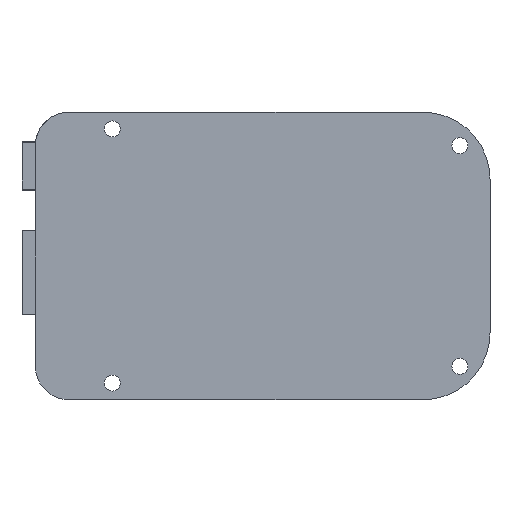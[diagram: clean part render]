
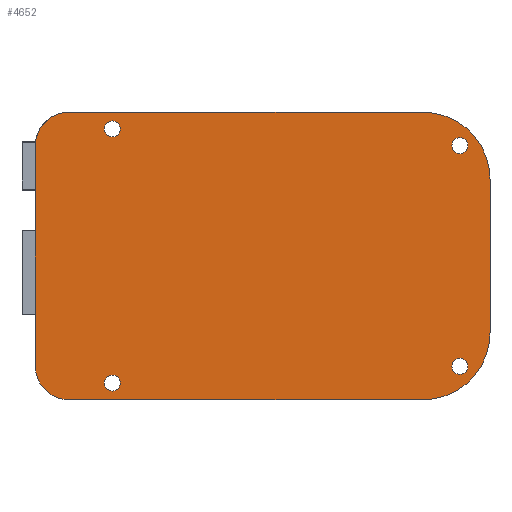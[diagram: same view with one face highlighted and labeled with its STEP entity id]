
A CAD part, front view. The second image highlights one B-rep face of the part: STEP entity #4652.
In plain terms, the highlighted planar face has unit normal (0, -1, 0).
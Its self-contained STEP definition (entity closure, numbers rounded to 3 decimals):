
#227 = CARTESIAN_POINT ( 'NONE',  ( -12.7, 0., 0. ) ) ;
#244 = ORIENTED_EDGE ( 'NONE', *, *, #21792, .T. ) ;
#591 = AXIS2_PLACEMENT_3D ( 'NONE', #18413, #7535, #20244 ) ;
#698 = ORIENTED_EDGE ( 'NONE', *, *, #5218, .T. ) ;
#747 = DIRECTION ( 'NONE',  ( 0., 1., 0. ) ) ;
#837 = CARTESIAN_POINT ( 'NONE',  ( -86.36, 0., -6.35 ) ) ;
#954 = CARTESIAN_POINT ( 'NONE',  ( -12.7, 0., 0. ) ) ;
#992 = ORIENTED_EDGE ( 'NONE', *, *, #10023, .F. ) ;
#999 = DIRECTION ( 'NONE',  ( 0., 0., 1. ) ) ;
#1274 = DIRECTION ( 'NONE',  ( 0., 0., -1. ) ) ;
#1376 = AXIS2_PLACEMENT_3D ( 'NONE', #21553, #10706, #23402 ) ;
#1543 = FACE_BOUND ( 'NONE', #21388, .T. ) ;
#1714 = CARTESIAN_POINT ( 'NONE',  ( 0., 0., -41.91 ) ) ;
#1748 = VERTEX_POINT ( 'NONE', #1714 ) ;
#1872 = CARTESIAN_POINT ( 'NONE',  ( -5.715, 0., -49.784 ) ) ;
#1899 = VECTOR ( 'NONE', #22031, 1000. ) ;
#2343 = EDGE_CURVE ( 'NONE', #17939, #1748, #5375, .T. ) ;
#2460 = LINE ( 'NONE', #227, #1899 ) ;
#2634 = VERTEX_POINT ( 'NONE', #9073 ) ;
#2956 = VECTOR ( 'NONE', #22579, 1000. ) ;
#3369 = PLANE ( 'NONE',  #7734 ) ;
#3806 = CIRCLE ( 'NONE', #9869, 1.524 ) ;
#3867 = EDGE_CURVE ( 'NONE', #15373, #19991, #13822, .T. ) ;
#3947 = CARTESIAN_POINT ( 'NONE',  ( -80.01, 0., -6.35 ) ) ;
#4058 = CIRCLE ( 'NONE', #1376, 1.524 ) ;
#4168 = DIRECTION ( 'NONE',  ( 0., 0., 1. ) ) ;
#4252 = EDGE_CURVE ( 'NONE', #4477, #20329, #13803, .T. ) ;
#4318 = CIRCLE ( 'NONE', #11784, 1.524 ) ;
#4477 = VERTEX_POINT ( 'NONE', #15887 ) ;
#4490 = DIRECTION ( 'NONE',  ( 0., 1., 0. ) ) ;
#4529 = AXIS2_PLACEMENT_3D ( 'NONE', #6956, #19676, #8787 ) ;
#4652 = ADVANCED_FACE ( 'NONE', ( #6414, #1543, #11264, #16082, #20365 ), #3369, .T. ) ;
#5218 = EDGE_CURVE ( 'NONE', #20159, #19231, #15192, .T. ) ;
#5362 = ORIENTED_EDGE ( 'NONE', *, *, #3867, .T. ) ;
#5375 = LINE ( 'NONE', #19869, #18771 ) ;
#5711 = CARTESIAN_POINT ( 'NONE',  ( -80.01, 0., 0. ) ) ;
#5755 = CIRCLE ( 'NONE', #13059, 6.35 ) ;
#5813 = DIRECTION ( 'NONE',  ( 0., 0., 1. ) ) ;
#5848 = EDGE_LOOP ( 'NONE', ( #5362, #12820 ) ) ;
#5945 = VERTEX_POINT ( 'NONE', #954 ) ;
#6030 = CIRCLE ( 'NONE', #12615, 12.7 ) ;
#6414 = FACE_BOUND ( 'NONE', #8977, .T. ) ;
#6815 = AXIS2_PLACEMENT_3D ( 'NONE', #23078, #12183, #1274 ) ;
#6956 = CARTESIAN_POINT ( 'NONE',  ( -71.755, 0., -3.175 ) ) ;
#6995 = ORIENTED_EDGE ( 'NONE', *, *, #8257, .F. ) ;
#7535 = DIRECTION ( 'NONE',  ( 0., 1., 0. ) ) ;
#7734 = AXIS2_PLACEMENT_3D ( 'NONE', #10743, #23439, #12522 ) ;
#7763 = EDGE_LOOP ( 'NONE', ( #18968, #244 ) ) ;
#7822 = CARTESIAN_POINT ( 'NONE',  ( -5.715, 0., -6.35 ) ) ;
#8002 = ORIENTED_EDGE ( 'NONE', *, *, #15937, .F. ) ;
#8028 = ORIENTED_EDGE ( 'NONE', *, *, #20355, .F. ) ;
#8169 = CIRCLE ( 'NONE', #16339, 1.524 ) ;
#8257 = EDGE_CURVE ( 'NONE', #12492, #10803, #13259, .T. ) ;
#8344 = CARTESIAN_POINT ( 'NONE',  ( -86.36, 0., -48.26 ) ) ;
#8478 = VERTEX_POINT ( 'NONE', #17589 ) ;
#8787 = DIRECTION ( 'NONE',  ( 0., 0., -1. ) ) ;
#8976 = DIRECTION ( 'NONE',  ( 0., 0., -1. ) ) ;
#8977 = EDGE_LOOP ( 'NONE', ( #20775, #10304 ) ) ;
#9073 = CARTESIAN_POINT ( 'NONE',  ( -71.755, 0., -49.911 ) ) ;
#9652 = DIRECTION ( 'NONE',  ( 0., 0., -1. ) ) ;
#9869 = AXIS2_PLACEMENT_3D ( 'NONE', #20763, #9889, #22589 ) ;
#9889 = DIRECTION ( 'NONE',  ( 0., 1., 0. ) ) ;
#9991 = ORIENTED_EDGE ( 'NONE', *, *, #2343, .F. ) ;
#10023 = EDGE_CURVE ( 'NONE', #1748, #4477, #21406, .T. ) ;
#10304 = ORIENTED_EDGE ( 'NONE', *, *, #19671, .T. ) ;
#10373 = EDGE_CURVE ( 'NONE', #10803, #12314, #5755, .T. ) ;
#10387 = CARTESIAN_POINT ( 'NONE',  ( -5.715, 0., -4.826 ) ) ;
#10471 = CIRCLE ( 'NONE', #4529, 1.524 ) ;
#10544 = EDGE_CURVE ( 'NONE', #5945, #17939, #6030, .T. ) ;
#10548 = CARTESIAN_POINT ( 'NONE',  ( -80.01, 0., -48.26 ) ) ;
#10689 = DIRECTION ( 'NONE',  ( 0., 1., 0. ) ) ;
#10706 = DIRECTION ( 'NONE',  ( 0., 1., 0. ) ) ;
#10743 = CARTESIAN_POINT ( 'NONE',  ( -12.7, 0., -12.7 ) ) ;
#10803 = VERTEX_POINT ( 'NONE', #837 ) ;
#11264 = FACE_BOUND ( 'NONE', #5848, .T. ) ;
#11426 = CARTESIAN_POINT ( 'NONE',  ( -80.01, 0., -54.61 ) ) ;
#11662 = CARTESIAN_POINT ( 'NONE',  ( -71.755, 0., -51.435 ) ) ;
#11784 = AXIS2_PLACEMENT_3D ( 'NONE', #11662, #747, #13486 ) ;
#11906 = DIRECTION ( 'NONE',  ( 0., 1., 0. ) ) ;
#12183 = DIRECTION ( 'NONE',  ( 0., 1., 0. ) ) ;
#12314 = VERTEX_POINT ( 'NONE', #5711 ) ;
#12354 = DIRECTION ( 'NONE',  ( 0., 0., -1. ) ) ;
#12411 = AXIS2_PLACEMENT_3D ( 'NONE', #21542, #10689, #23385 ) ;
#12492 = VERTEX_POINT ( 'NONE', #8344 ) ;
#12522 = DIRECTION ( 'NONE',  ( 0., 0., -1. ) ) ;
#12588 = VERTEX_POINT ( 'NONE', #10387 ) ;
#12615 = AXIS2_PLACEMENT_3D ( 'NONE', #15390, #4490, #17221 ) ;
#12745 = AXIS2_PLACEMENT_3D ( 'NONE', #22804, #11906, #999 ) ;
#12820 = ORIENTED_EDGE ( 'NONE', *, *, #15728, .T. ) ;
#13059 = AXIS2_PLACEMENT_3D ( 'NONE', #3947, #16697, #5813 ) ;
#13259 = LINE ( 'NONE', #16910, #17525 ) ;
#13486 = DIRECTION ( 'NONE',  ( 0., 0., -1. ) ) ;
#13728 = AXIS2_PLACEMENT_3D ( 'NONE', #10548, #23249, #12354 ) ;
#13803 = LINE ( 'NONE', #20755, #2956 ) ;
#13822 = CIRCLE ( 'NONE', #12411, 1.524 ) ;
#14017 = EDGE_CURVE ( 'NONE', #19231, #20159, #3806, .T. ) ;
#14077 = ORIENTED_EDGE ( 'NONE', *, *, #10544, .F. ) ;
#15192 = CIRCLE ( 'NONE', #6815, 1.524 ) ;
#15373 = VERTEX_POINT ( 'NONE', #20090 ) ;
#15390 = CARTESIAN_POINT ( 'NONE',  ( -12.7, 0., -12.7 ) ) ;
#15728 = EDGE_CURVE ( 'NONE', #19991, #15373, #10471, .T. ) ;
#15887 = CARTESIAN_POINT ( 'NONE',  ( -12.7, 0., -54.61 ) ) ;
#15937 = EDGE_CURVE ( 'NONE', #12314, #5945, #2460, .T. ) ;
#15999 = VERTEX_POINT ( 'NONE', #16797 ) ;
#16082 = FACE_BOUND ( 'NONE', #7763, .T. ) ;
#16339 = AXIS2_PLACEMENT_3D ( 'NONE', #7822, #20527, #9652 ) ;
#16697 = DIRECTION ( 'NONE',  ( 0., 1., 0. ) ) ;
#16797 = CARTESIAN_POINT ( 'NONE',  ( -5.715, 0., -7.874 ) ) ;
#16910 = CARTESIAN_POINT ( 'NONE',  ( -86.36, 0., -6.35 ) ) ;
#17221 = DIRECTION ( 'NONE',  ( 0., 0., -1. ) ) ;
#17256 = CARTESIAN_POINT ( 'NONE',  ( -5.715, 0., -46.736 ) ) ;
#17525 = VECTOR ( 'NONE', #4168, 1000. ) ;
#17589 = CARTESIAN_POINT ( 'NONE',  ( -71.755, 0., -52.959 ) ) ;
#17682 = EDGE_LOOP ( 'NONE', ( #14077, #8002, #22454, #6995, #8028, #21085, #992, #9991 ) ) ;
#17939 = VERTEX_POINT ( 'NONE', #22268 ) ;
#18413 = CARTESIAN_POINT ( 'NONE',  ( -5.715, 0., -6.35 ) ) ;
#18771 = VECTOR ( 'NONE', #8976, 1000. ) ;
#18938 = EDGE_CURVE ( 'NONE', #12588, #15999, #21273, .T. ) ;
#18968 = ORIENTED_EDGE ( 'NONE', *, *, #20898, .T. ) ;
#19231 = VERTEX_POINT ( 'NONE', #17256 ) ;
#19671 = EDGE_CURVE ( 'NONE', #15999, #12588, #8169, .T. ) ;
#19676 = DIRECTION ( 'NONE',  ( 0., 1., 0. ) ) ;
#19869 = CARTESIAN_POINT ( 'NONE',  ( 0., 0., -12.7 ) ) ;
#19991 = VERTEX_POINT ( 'NONE', #21356 ) ;
#20090 = CARTESIAN_POINT ( 'NONE',  ( -71.755, 0., -1.651 ) ) ;
#20159 = VERTEX_POINT ( 'NONE', #1872 ) ;
#20244 = DIRECTION ( 'NONE',  ( 0., 0., -1. ) ) ;
#20329 = VERTEX_POINT ( 'NONE', #11426 ) ;
#20355 = EDGE_CURVE ( 'NONE', #20329, #12492, #22036, .T. ) ;
#20365 = FACE_OUTER_BOUND ( 'NONE', #17682, .T. ) ;
#20477 = ORIENTED_EDGE ( 'NONE', *, *, #14017, .T. ) ;
#20527 = DIRECTION ( 'NONE',  ( 0., 1., 0. ) ) ;
#20755 = CARTESIAN_POINT ( 'NONE',  ( -12.7, 0., -54.61 ) ) ;
#20763 = CARTESIAN_POINT ( 'NONE',  ( -5.715, 0., -48.26 ) ) ;
#20775 = ORIENTED_EDGE ( 'NONE', *, *, #18938, .T. ) ;
#20898 = EDGE_CURVE ( 'NONE', #2634, #8478, #4058, .T. ) ;
#21085 = ORIENTED_EDGE ( 'NONE', *, *, #4252, .F. ) ;
#21273 = CIRCLE ( 'NONE', #591, 1.524 ) ;
#21356 = CARTESIAN_POINT ( 'NONE',  ( -71.755, 0., -4.699 ) ) ;
#21388 = EDGE_LOOP ( 'NONE', ( #20477, #698 ) ) ;
#21406 = CIRCLE ( 'NONE', #12745, 12.7 ) ;
#21542 = CARTESIAN_POINT ( 'NONE',  ( -71.755, 0., -3.175 ) ) ;
#21553 = CARTESIAN_POINT ( 'NONE',  ( -71.755, 0., -51.435 ) ) ;
#21792 = EDGE_CURVE ( 'NONE', #8478, #2634, #4318, .T. ) ;
#22031 = DIRECTION ( 'NONE',  ( 1., 0., 0. ) ) ;
#22036 = CIRCLE ( 'NONE', #13728, 6.35 ) ;
#22268 = CARTESIAN_POINT ( 'NONE',  ( 0., 0., -12.7 ) ) ;
#22454 = ORIENTED_EDGE ( 'NONE', *, *, #10373, .F. ) ;
#22579 = DIRECTION ( 'NONE',  ( -1., 0., 0. ) ) ;
#22589 = DIRECTION ( 'NONE',  ( 0., 0., -1. ) ) ;
#22804 = CARTESIAN_POINT ( 'NONE',  ( -12.7, 0., -41.91 ) ) ;
#23078 = CARTESIAN_POINT ( 'NONE',  ( -5.715, 0., -48.26 ) ) ;
#23249 = DIRECTION ( 'NONE',  ( 0., 1., 0. ) ) ;
#23385 = DIRECTION ( 'NONE',  ( 0., 0., -1. ) ) ;
#23402 = DIRECTION ( 'NONE',  ( 0., 0., -1. ) ) ;
#23439 = DIRECTION ( 'NONE',  ( 0., -1., 0. ) ) ;
